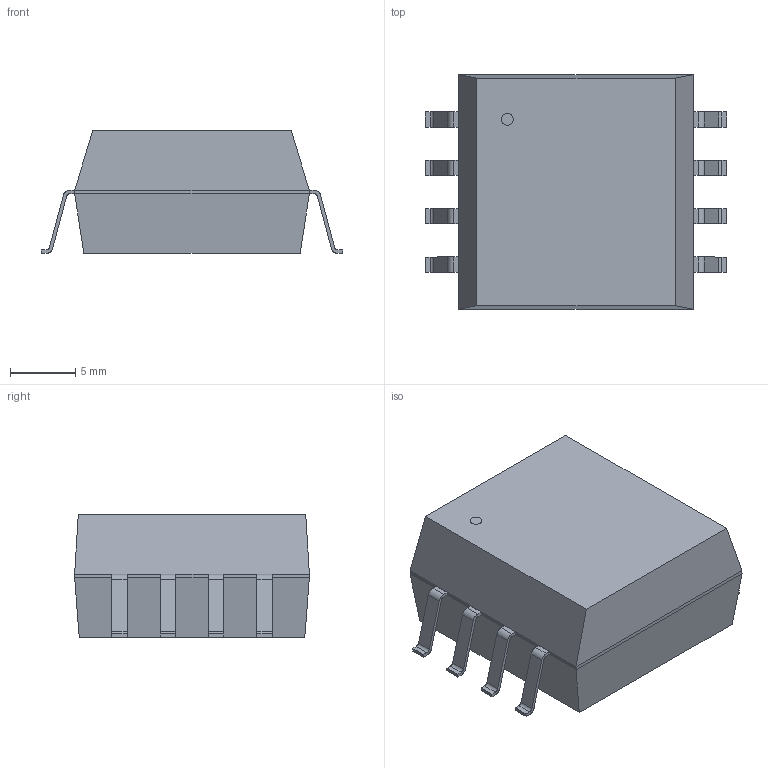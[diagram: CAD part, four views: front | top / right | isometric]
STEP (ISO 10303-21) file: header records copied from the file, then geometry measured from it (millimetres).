
FILE_DESCRIPTION (( 'STEP AP214' ), '1' );
FILE_NAME ('750032050.STEP', '2024-09-03T04:03:47', ( '' ), ( '' ), 'SwSTEP 2.0', 'SolidWorks 2016', '' );
FILE_SCHEMA (( 'AUTOMOTIVE_DESIGN' ));
Length unit declared in the file: millimetre
Products named in the file (1): 750032050
Bounding box: 23.11 x 18.01 x 9.4 mm (x, y, z)
Volume: 2840.6 mm3; surface area: 1354.5 mm2
Topology: 10 solids, 10 shells, 130 faces, 322 edges, 212 vertices
Faces by surface type: plane 96, cylinder 34
Entity records: 4340 total; most frequent: CARTESIAN_POINT 1394, ORIENTED_EDGE 644, DIRECTION 453, EDGE_CURVE 322, VERTEX_POINT 212, VECTOR 183, LINE 183, B_SPLINE_CURVE_WITH_KNOTS 135
